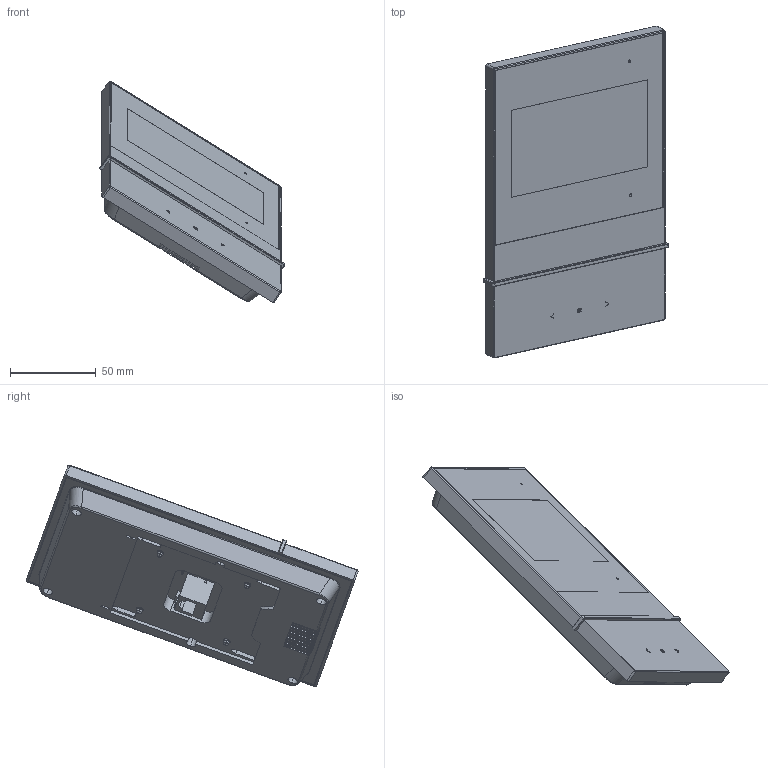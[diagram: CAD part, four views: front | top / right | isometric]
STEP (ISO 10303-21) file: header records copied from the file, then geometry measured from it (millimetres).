
FILE_DESCRIPTION(('CATIA V5 STEP Exchange'),'2;1');
FILE_NAME('VIIP-PIT4B.stp','2024-03-21T10:58:04+00:00',('none'),('none'),'CATIA Version 5-6 Release 2016 SP6','CATIA V5 STEP AP203','none');
FILE_SCHEMA(('CONFIG_CONTROL_DESIGN'));
Products named in the file (1): VIIP-PIT4B
Assembly tree (2 placements, depth 2):
  VIIP-PIT4B
    #57
    #101
Bounding box: 107.74 x 193.68 x 129.26 mm (x, y, z)
Volume: 195194.4 mm3; surface area: 227980.8 mm2
Topology: 31 solids, 31 shells, 2237 faces, 6084 edges, 3979 vertices
Faces by surface type: plane 1387, cylinder 459, bspline 148, torus 114, cone 108, sphere 12, extrusion 9
Entity records: 82924 total; most frequent: CARTESIAN_POINT 29362, ORIENTED_EDGE 12108, DIRECTION 9102, EDGE_CURVE 6054, VERTEX_POINT 3975, VECTOR 3897, LINE 3888, AXIS2_PLACEMENT_3D 3125
